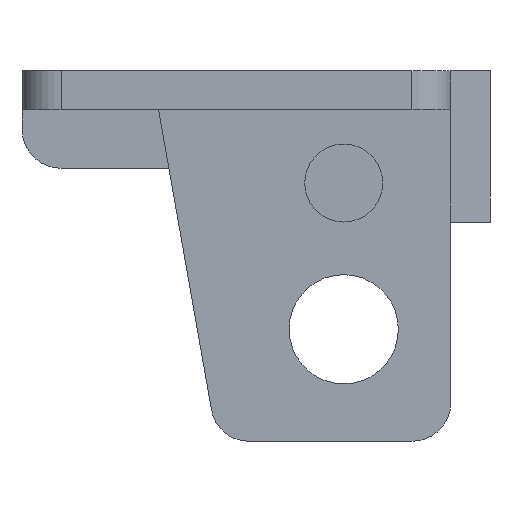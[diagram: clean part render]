
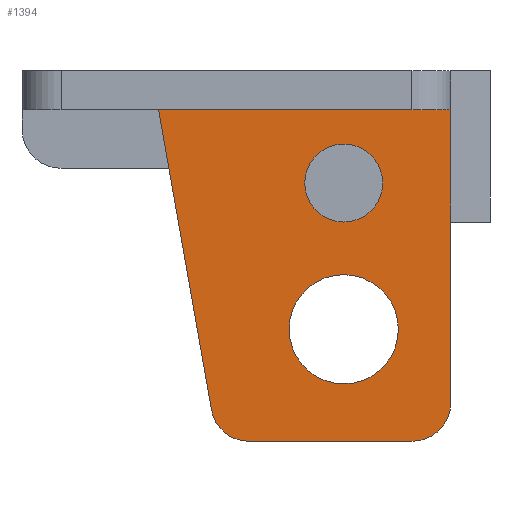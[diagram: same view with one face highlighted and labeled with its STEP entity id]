
A CAD part, left-side view. The second image highlights one B-rep face of the part: STEP entity #1394.
In plain terms, the highlighted planar face has unit normal (-1, 0, 0).
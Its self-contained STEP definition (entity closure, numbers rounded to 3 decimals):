
#1 = CARTESIAN_POINT ( 'NONE',  ( -115.8, -60.427, 3. ) ) ;
#57 = ORIENTED_EDGE ( 'NONE', *, *, #1335, .T. ) ;
#66 = CARTESIAN_POINT ( 'NONE',  ( -115.8, -69.927, -0.759 ) ) ;
#74 = ORIENTED_EDGE ( 'NONE', *, *, #671, .F. ) ;
#79 = CARTESIAN_POINT ( 'NONE',  ( -115.8, -69.927, -8.259 ) ) ;
#84 = EDGE_LOOP ( 'NONE', ( #1947, #1388 ) ) ;
#116 = DIRECTION ( 'NONE',  ( 1., 0., 0. ) ) ;
#161 = EDGE_CURVE ( 'NONE', #1464, #926, #1757, .T. ) ;
#163 = VERTEX_POINT ( 'NONE', #691 ) ;
#192 = EDGE_LOOP ( 'NONE', ( #785, #1556, #559, #1144, #1186, #597, #57 ) ) ;
#194 = LINE ( 'NONE', #624, #519 ) ;
#221 = VERTEX_POINT ( 'NONE', #1525 ) ;
#229 = DIRECTION ( 'NONE',  ( -1., 0., 0. ) ) ;
#234 = CARTESIAN_POINT ( 'NONE',  ( -115.8, -69.927, -8.259 ) ) ;
#243 = VERTEX_POINT ( 'NONE', #598 ) ;
#251 = CIRCLE ( 'NONE', #1386, 2.8 ) ;
#271 = LINE ( 'NONE', #908, #421 ) ;
#287 = FACE_OUTER_BOUND ( 'NONE', #192, .T. ) ;
#297 = CARTESIAN_POINT ( 'NONE',  ( -115.8, -73.427, -12. ) ) ;
#359 = DIRECTION ( 'NONE',  ( -1., 0., 0. ) ) ;
#386 = DIRECTION ( 'NONE',  ( 0., 0., 1. ) ) ;
#418 = AXIS2_PLACEMENT_3D ( 'NONE', #66, #1308, #1776 ) ;
#419 = VECTOR ( 'NONE', #1456, 1000. ) ;
#421 = VECTOR ( 'NONE', #1523, 1000. ) ;
#458 = EDGE_LOOP ( 'NONE', ( #1179, #74 ) ) ;
#486 = AXIS2_PLACEMENT_3D ( 'NONE', #911, #116, #889 ) ;
#516 = CARTESIAN_POINT ( 'NONE',  ( -115.8, -63.142, -12.385 ) ) ;
#519 = VECTOR ( 'NONE', #1116, 1000. ) ;
#529 = CARTESIAN_POINT ( 'NONE',  ( -115.8, -65.066, -14. ) ) ;
#541 = EDGE_CURVE ( 'NONE', #163, #926, #1366, .T. ) ;
#559 = ORIENTED_EDGE ( 'NONE', *, *, #541, .T. ) ;
#573 = VERTEX_POINT ( 'NONE', #758 ) ;
#597 = ORIENTED_EDGE ( 'NONE', *, *, #1519, .F. ) ;
#598 = CARTESIAN_POINT ( 'NONE',  ( -115.8, -69.927, -11.059 ) ) ;
#611 = CIRCLE ( 'NONE', #1977, 2. ) ;
#624 = CARTESIAN_POINT ( 'NONE',  ( -115.8, -60.427, -14. ) ) ;
#671 = EDGE_CURVE ( 'NONE', #856, #1762, #1779, .T. ) ;
#681 = CIRCLE ( 'NONE', #1975, 1.954 ) ;
#690 = CARTESIAN_POINT ( 'NONE',  ( -115.8, -75.427, 5. ) ) ;
#691 = CARTESIAN_POINT ( 'NONE',  ( -115.8, -75.427, 3. ) ) ;
#758 = CARTESIAN_POINT ( 'NONE',  ( -115.8, -69.927, -5.459 ) ) ;
#785 = ORIENTED_EDGE ( 'NONE', *, *, #1803, .T. ) ;
#824 = CARTESIAN_POINT ( 'NONE',  ( -115.8, -69.927, -0.759 ) ) ;
#827 = VERTEX_POINT ( 'NONE', #529 ) ;
#856 = VERTEX_POINT ( 'NONE', #1157 ) ;
#870 = VECTOR ( 'NONE', #1529, 1000. ) ;
#877 = EDGE_CURVE ( 'NONE', #827, #1464, #681, .T. ) ;
#881 = EDGE_CURVE ( 'NONE', #1762, #856, #1452, .T. ) ;
#882 = DIRECTION ( 'NONE',  ( -1., 0., 0. ) ) ;
#889 = DIRECTION ( 'NONE',  ( 0., 0., -1. ) ) ;
#908 = CARTESIAN_POINT ( 'NONE',  ( -115.8, -75.427, -14. ) ) ;
#911 = CARTESIAN_POINT ( 'NONE',  ( -115.8, -60.427, -14. ) ) ;
#926 = VERTEX_POINT ( 'NONE', #1336 ) ;
#1028 = DIRECTION ( 'NONE',  ( 1., 0., 0. ) ) ;
#1046 = FACE_BOUND ( 'NONE', #458, .T. ) ;
#1098 = VECTOR ( 'NONE', #1737, 1000. ) ;
#1099 = DIRECTION ( 'NONE',  ( 0., 0., -1. ) ) ;
#1116 = DIRECTION ( 'NONE',  ( 0., 1., 0. ) ) ;
#1133 = AXIS2_PLACEMENT_3D ( 'NONE', #824, #359, #1099 ) ;
#1144 = ORIENTED_EDGE ( 'NONE', *, *, #161, .F. ) ;
#1157 = CARTESIAN_POINT ( 'NONE',  ( -115.8, -69.927, 1.241 ) ) ;
#1170 = CARTESIAN_POINT ( 'NONE',  ( -115.8, -65.066, -12.046 ) ) ;
#1179 = ORIENTED_EDGE ( 'NONE', *, *, #881, .F. ) ;
#1186 = ORIENTED_EDGE ( 'NONE', *, *, #877, .F. ) ;
#1236 = EDGE_CURVE ( 'NONE', #243, #573, #251, .T. ) ;
#1274 = EDGE_CURVE ( 'NONE', #1469, #163, #1630, .T. ) ;
#1308 = DIRECTION ( 'NONE',  ( -1., 0., 0. ) ) ;
#1327 = CIRCLE ( 'NONE', #1978, 2.8 ) ;
#1335 = EDGE_CURVE ( 'NONE', #221, #1565, #611, .T. ) ;
#1336 = CARTESIAN_POINT ( 'NONE',  ( -115.8, -60.427, 3. ) ) ;
#1366 = LINE ( 'NONE', #1, #870 ) ;
#1386 = AXIS2_PLACEMENT_3D ( 'NONE', #79, #229, #386 ) ;
#1388 = ORIENTED_EDGE ( 'NONE', *, *, #1236, .F. ) ;
#1394 = ADVANCED_FACE ( 'NONE', ( #1046, #1661, #287 ), #1976, .F. ) ;
#1426 = CARTESIAN_POINT ( 'NONE',  ( -115.8, -75.427, -12. ) ) ;
#1452 = CIRCLE ( 'NONE', #418, 2. ) ;
#1456 = DIRECTION ( 'NONE',  ( 0., 0., 1. ) ) ;
#1461 = DIRECTION ( 'NONE',  ( 0., 0., -1. ) ) ;
#1464 = VERTEX_POINT ( 'NONE', #1558 ) ;
#1469 = VERTEX_POINT ( 'NONE', #2018 ) ;
#1471 = DIRECTION ( 'NONE',  ( -1., 0., 0. ) ) ;
#1494 = DIRECTION ( 'NONE',  ( 0., 0., -1. ) ) ;
#1498 = CARTESIAN_POINT ( 'NONE',  ( -115.8, -69.927, -2.759 ) ) ;
#1519 = EDGE_CURVE ( 'NONE', #221, #827, #194, .T. ) ;
#1523 = DIRECTION ( 'NONE',  ( 0., 0., 1. ) ) ;
#1525 = CARTESIAN_POINT ( 'NONE',  ( -115.8, -73.427, -14. ) ) ;
#1529 = DIRECTION ( 'NONE',  ( 0., 1., 0. ) ) ;
#1556 = ORIENTED_EDGE ( 'NONE', *, *, #1274, .T. ) ;
#1558 = CARTESIAN_POINT ( 'NONE',  ( -115.8, -63.142, -12.385 ) ) ;
#1565 = VERTEX_POINT ( 'NONE', #1426 ) ;
#1630 = LINE ( 'NONE', #690, #419 ) ;
#1661 = FACE_BOUND ( 'NONE', #84, .T. ) ;
#1737 = DIRECTION ( 'NONE',  ( 0., 0.174, 0.985 ) ) ;
#1757 = LINE ( 'NONE', #516, #1098 ) ;
#1762 = VERTEX_POINT ( 'NONE', #1498 ) ;
#1769 = DIRECTION ( 'NONE',  ( 0., 0., 1. ) ) ;
#1776 = DIRECTION ( 'NONE',  ( 0., 0., -1. ) ) ;
#1779 = CIRCLE ( 'NONE', #1133, 2. ) ;
#1803 = EDGE_CURVE ( 'NONE', #1565, #1469, #271, .T. ) ;
#1947 = ORIENTED_EDGE ( 'NONE', *, *, #2023, .F. ) ;
#1975 = AXIS2_PLACEMENT_3D ( 'NONE', #1170, #1028, #1461 ) ;
#1976 = PLANE ( 'NONE',  #486 ) ;
#1977 = AXIS2_PLACEMENT_3D ( 'NONE', #297, #882, #1494 ) ;
#1978 = AXIS2_PLACEMENT_3D ( 'NONE', #234, #1471, #1769 ) ;
#2018 = CARTESIAN_POINT ( 'NONE',  ( -115.8, -75.427, -2.759 ) ) ;
#2023 = EDGE_CURVE ( 'NONE', #573, #243, #1327, .T. ) ;
